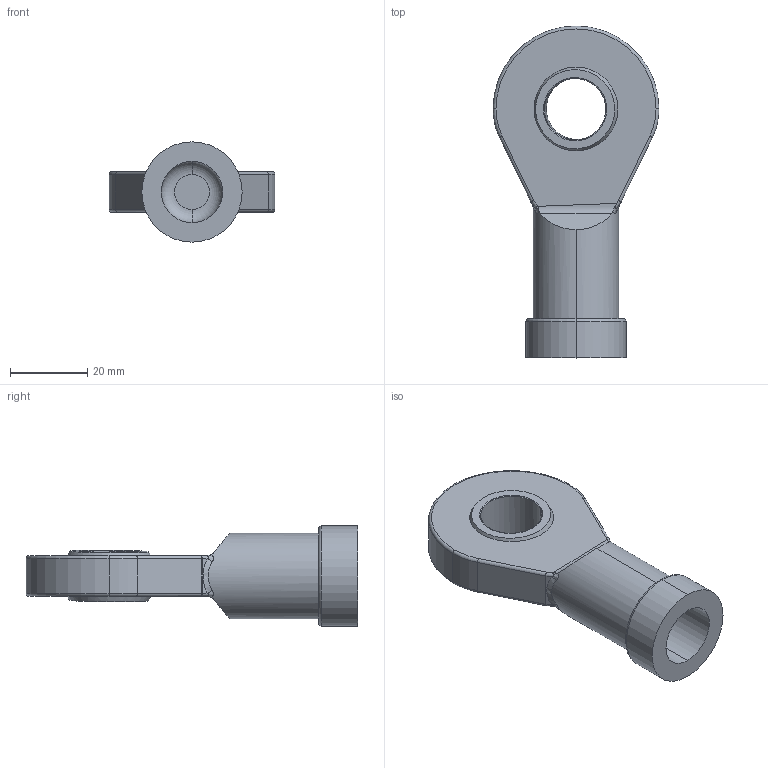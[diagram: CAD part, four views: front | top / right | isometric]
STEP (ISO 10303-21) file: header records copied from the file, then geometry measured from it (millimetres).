
FILE_DESCRIPTION (( 'STEP AP214' ), '1' );
FILE_NAME ('igubal_SphericalRodEnd.step', '2019-01-04T16:05:54', ( '' ), ( '' ), 'SwSTEP 2.0', 'SolidWorks 2018', '' );
FILE_SCHEMA (( 'AUTOMOTIVE_DESIGN' ));
Length unit declared in the file: inch
Products named in the file (3): igubal_SphericalRodEnd_RodEnd; igubal_SphericalRodEnd_Ball; igubal_SphericalRodEnd
Assembly tree (2 placements, depth 2):
  igubal_SphericalRodEnd
    igubal_SphericalRodEnd_RodEnd
    igubal_SphericalRodEnd_Ball
Bounding box: 43 x 86 x 25.98 mm (x, y, z)
Volume: 24637.3 mm3; surface area: 11354.6 mm2
Topology: 2 solids, 2 shells, 64 faces, 144 edges, 86 vertices
Faces by surface type: cylinder 23, plane 13, torus 10, sphere 8, bspline 8, cone 2
Entity records: 2318 total; most frequent: CARTESIAN_POINT 829, DIRECTION 306, ORIENTED_EDGE 276, EDGE_CURVE 138, AXIS2_PLACEMENT_3D 135, VERTEX_POINT 84, EDGE_LOOP 74, CIRCLE 74
